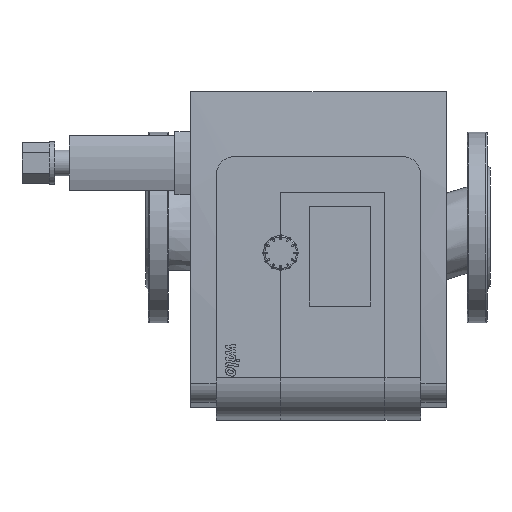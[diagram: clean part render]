
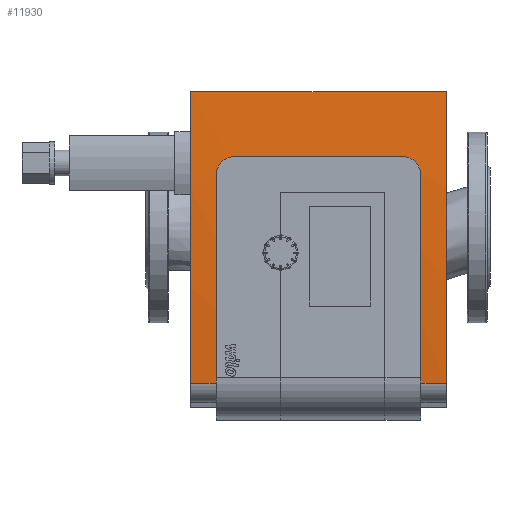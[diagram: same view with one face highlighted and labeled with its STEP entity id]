
A CAD part, front view. The second image highlights one B-rep face of the part: STEP entity #11930.
In plain terms, the highlighted cylindrical face has radius 1179.58 mm (diameter 2359.15 mm), a partial arc.
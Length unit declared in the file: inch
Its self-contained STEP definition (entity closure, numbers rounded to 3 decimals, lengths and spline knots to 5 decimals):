
#169=B_SPLINE_CURVE_WITH_KNOTS('',3,(#19001,#19002,#19003,#19004,#19005,
#19006,#19007,#19008,#19009,#19010,#19011,#19012,#19013),.UNSPECIFIED.,
 .F.,.F.,(4,3,3,3,4),(0.,0.01799,0.03051,0.05037,
0.05935),.UNSPECIFIED.);
#170=B_SPLINE_CURVE_WITH_KNOTS('',3,(#19041,#19042,#19043,#19044,#19045,
#19046,#19047,#19048,#19049,#19050,#19051,#19052,#19053,#19054,#19055,#19056),
 .UNSPECIFIED.,.F.,.F.,(4,3,3,3,3,4),(0.05934,0.06756,
0.08593,0.09743,0.11668,0.1187),
 .UNSPECIFIED.);
#594=LINE('',#19112,#1774);
#596=LINE('',#19115,#1776);
#597=LINE('',#19117,#1777);
#598=LINE('',#19120,#1778);
#1774=VECTOR('',#15178,0.3937);
#1776=VECTOR('',#15182,0.3937);
#1777=VECTOR('',#15183,0.3937);
#1778=VECTOR('',#15186,0.3937);
#2739=CYLINDRICAL_SURFACE('',#13007,46.44003);
#3192=FACE_OUTER_BOUND('',#3894,.T.);
#3894=EDGE_LOOP('',(#9114,#9115,#9116,#9117,#9118,#9119,#9120,#9121,#9122,
#9123));
#4635=CIRCLE('',#12986,46.44003);
#4637=CIRCLE('',#12991,46.44003);
#4643=CIRCLE('',#12999,46.44003);
#4646=CIRCLE('',#13008,46.44003);
#5192=VERTEX_POINT('',#18998);
#5193=VERTEX_POINT('',#19000);
#5199=VERTEX_POINT('',#19026);
#5203=VERTEX_POINT('',#19038);
#5204=VERTEX_POINT('',#19040);
#5205=VERTEX_POINT('',#19059);
#5216=VERTEX_POINT('',#19084);
#5217=VERTEX_POINT('',#19086);
#5225=VERTEX_POINT('',#19116);
#5226=VERTEX_POINT('',#19118);
#6603=EDGE_CURVE('',#5192,#5193,#169,.F.);
#6611=EDGE_CURVE('',#5192,#5199,#4635,.T.);
#6617=EDGE_CURVE('',#5203,#5204,#170,.F.);
#6619=EDGE_CURVE('',#5205,#5204,#4637,.T.);
#6632=EDGE_CURVE('',#5217,#5216,#4643,.T.);
#6645=EDGE_CURVE('',#5205,#5216,#594,.T.);
#6647=EDGE_CURVE('',#5203,#5193,#596,.T.);
#6648=EDGE_CURVE('',#5225,#5199,#597,.T.);
#6649=EDGE_CURVE('',#5225,#5226,#4646,.T.);
#6650=EDGE_CURVE('',#5226,#5217,#598,.T.);
#9114=ORIENTED_EDGE('',*,*,#6619,.T.);
#9115=ORIENTED_EDGE('',*,*,#6617,.F.);
#9116=ORIENTED_EDGE('',*,*,#6647,.T.);
#9117=ORIENTED_EDGE('',*,*,#6603,.F.);
#9118=ORIENTED_EDGE('',*,*,#6611,.T.);
#9119=ORIENTED_EDGE('',*,*,#6648,.F.);
#9120=ORIENTED_EDGE('',*,*,#6649,.T.);
#9121=ORIENTED_EDGE('',*,*,#6650,.T.);
#9122=ORIENTED_EDGE('',*,*,#6632,.T.);
#9123=ORIENTED_EDGE('',*,*,#6645,.F.);
#11930=ADVANCED_FACE('',(#3192),#2739,.T.);
#12986=AXIS2_PLACEMENT_3D('',#19028,#15114,#15115);
#12991=AXIS2_PLACEMENT_3D('',#19060,#15129,#15130);
#12999=AXIS2_PLACEMENT_3D('',#19087,#15152,#15153);
#13007=AXIS2_PLACEMENT_3D('',#19114,#15180,#15181);
#13008=AXIS2_PLACEMENT_3D('',#19119,#15184,#15185);
#15114=DIRECTION('center_axis',(1.,0.,0.));
#15115=DIRECTION('ref_axis',(0.,-0.996,0.092));
#15129=DIRECTION('center_axis',(-1.,0.,0.));
#15130=DIRECTION('ref_axis',(0.,-0.996,0.092));
#15152=DIRECTION('center_axis',(1.,0.,0.));
#15153=DIRECTION('ref_axis',(0.,-0.996,-0.092));
#15178=DIRECTION('',(-1.,0.,0.));
#15180=DIRECTION('center_axis',(1.,0.,0.));
#15181=DIRECTION('ref_axis',(0.,-0.996,0.092));
#15182=DIRECTION('',(1.,0.,0.));
#15183=DIRECTION('',(-1.,0.,0.));
#15184=DIRECTION('center_axis',(-1.,0.,0.));
#15185=DIRECTION('ref_axis',(0.,-0.996,0.092));
#15186=DIRECTION('',(-1.,0.,0.));
#18998=CARTESIAN_POINT('',(118.69835,-134.25066,1.47638));
#19000=CARTESIAN_POINT('',(118.30465,-134.23195,1.87008));
#19001=CARTESIAN_POINT('Ctrl Pts',(118.30465,-134.23195,1.87008));
#19002=CARTESIAN_POINT('Ctrl Pts',(118.36463,-134.23195,1.87008));
#19003=CARTESIAN_POINT('Ctrl Pts',(118.4293,-134.23273,1.85519));
#19004=CARTESIAN_POINT('Ctrl Pts',(118.48573,-134.23422,1.82596));
#19005=CARTESIAN_POINT('Ctrl Pts',(118.525,-134.23525,1.80562));
#19006=CARTESIAN_POINT('Ctrl Pts',(118.55993,-134.23659,1.77903));
#19007=CARTESIAN_POINT('Ctrl Pts',(118.58899,-134.23808,1.74868));
#19008=CARTESIAN_POINT('Ctrl Pts',(118.63509,-134.24044,1.70054));
#19009=CARTESIAN_POINT('Ctrl Pts',(118.6713,-134.24354,1.63583));
#19010=CARTESIAN_POINT('Ctrl Pts',(118.68753,-134.2466,1.56805));
#19011=CARTESIAN_POINT('Ctrl Pts',(118.69487,-134.24799,1.53738));
#19012=CARTESIAN_POINT('Ctrl Pts',(118.69835,-134.24934,1.50689));
#19013=CARTESIAN_POINT('Ctrl Pts',(118.69835,-134.25066,1.47638));
#19026=CARTESIAN_POINT('',(118.69835,-134.14191,-4.28752));
#19028=CARTESIAN_POINT('Origin',(118.69835,-87.85405,-0.53123));
#19038=CARTESIAN_POINT('',(113.61962,-134.23195,1.87008));
#19040=CARTESIAN_POINT('',(113.22592,-134.25066,1.47638));
#19041=CARTESIAN_POINT('Ctrl Pts',(113.22592,-134.25066,1.47638));
#19042=CARTESIAN_POINT('Ctrl Pts',(113.22592,-134.24945,1.50428));
#19043=CARTESIAN_POINT('Ctrl Pts',(113.22884,-134.24822,1.53221));
#19044=CARTESIAN_POINT('Ctrl Pts',(113.23497,-134.24695,1.56032));
#19045=CARTESIAN_POINT('Ctrl Pts',(113.24868,-134.24412,1.62311));
#19046=CARTESIAN_POINT('Ctrl Pts',(113.27928,-134.24124,1.68396));
#19047=CARTESIAN_POINT('Ctrl Pts',(113.31991,-134.23891,1.73166));
#19048=CARTESIAN_POINT('Ctrl Pts',(113.34537,-134.23745,1.76155));
#19049=CARTESIAN_POINT('Ctrl Pts',(113.3745,-134.23618,1.78709));
#19050=CARTESIAN_POINT('Ctrl Pts',(113.40854,-134.23509,1.80871));
#19051=CARTESIAN_POINT('Ctrl Pts',(113.46548,-134.23326,1.84488));
#19052=CARTESIAN_POINT('Ctrl Pts',(113.53403,-134.23216,1.86616));
#19053=CARTESIAN_POINT('Ctrl Pts',(113.59918,-134.23198,1.86954));
#19054=CARTESIAN_POINT('Ctrl Pts',(113.60599,-134.23196,1.8699));
#19055=CARTESIAN_POINT('Ctrl Pts',(113.6128,-134.23195,1.87008));
#19056=CARTESIAN_POINT('Ctrl Pts',(113.61962,-134.23195,1.87008));
#19059=CARTESIAN_POINT('',(113.22592,-134.14191,-4.28752));
#19060=CARTESIAN_POINT('Origin',(113.22592,-87.85405,-0.53123));
#19084=CARTESIAN_POINT('',(112.43852,-134.14191,-4.28752));
#19086=CARTESIAN_POINT('',(112.43852,-134.09723,3.74015));
#19087=CARTESIAN_POINT('Origin',(112.43852,-87.85405,-0.53123));
#19112=CARTESIAN_POINT('',(115.94245,-134.14191,-4.28752));
#19114=CARTESIAN_POINT('Origin',(115.94245,-87.85405,-0.53123));
#19115=CARTESIAN_POINT('',(115.94245,-134.23195,1.87008));
#19116=CARTESIAN_POINT('',(119.48575,-134.14191,-4.28752));
#19117=CARTESIAN_POINT('',(115.94245,-134.14191,-4.28752));
#19118=CARTESIAN_POINT('',(119.48575,-134.09723,3.74015));
#19119=CARTESIAN_POINT('Origin',(119.48575,-87.85405,-0.53123));
#19120=CARTESIAN_POINT('',(115.94245,-134.09723,3.74015));
